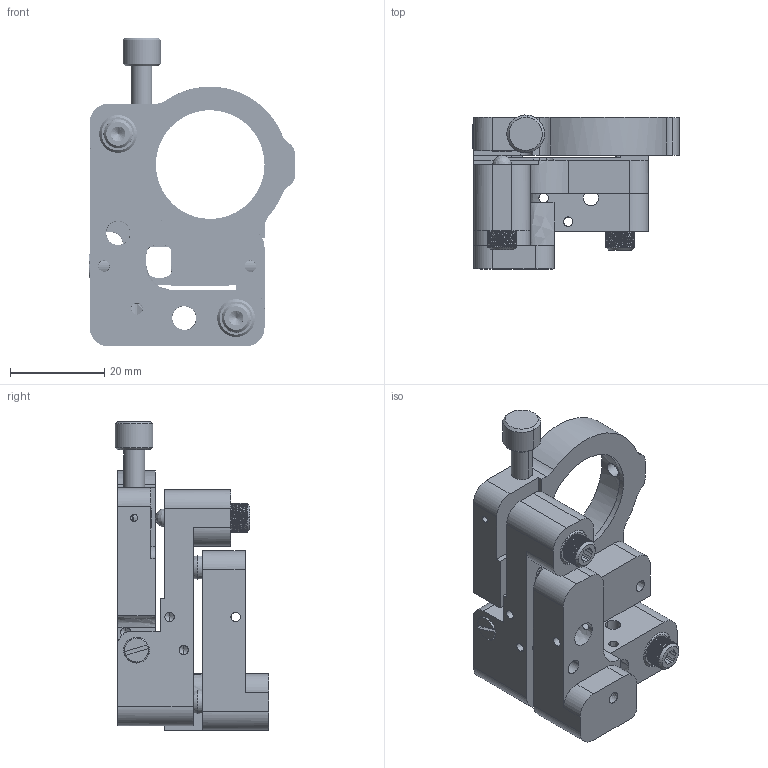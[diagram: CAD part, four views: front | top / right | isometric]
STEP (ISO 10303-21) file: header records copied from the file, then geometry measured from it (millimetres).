
FILE_DESCRIPTION(/* description */ (''),/* implementation_level */ '2;1');
FILE_NAME(/* name */ '01_MMFS-LA',/* time_stamp */ '2024-08-30T09:17:32+03:00',/* author */ (''),/* organization */ (''),/* preprocessor_version */ 'ST-DEVELOPER v15',/* originating_system */ '',/* authorisation */ '');
FILE_SCHEMA (('AUTOMOTIVE_DESIGN'));
Length unit declared in the file: millimetre
Products named in the file (1): Document
Bounding box: 43.7 x 32.49 x 65.39 mm (x, y, z)
Volume: 25256.2 mm3; surface area: 19961 mm2
Topology: 24 solids, 24 shells, 728 faces, 1874 edges, 1157 vertices
Faces by surface type: bspline 570, plane 158
Entity records: 43705 total; most frequent: CARTESIAN_POINT 33487, ORIENTED_EDGE 3652, EDGE_CURVE 1826, VERTEX_POINT 1159, EDGE_LOOP 807, ADVANCED_FACE 728, FACE_OUTER_BOUND 728, B_SPLINE_CURVE_WITH_KNOTS 667
